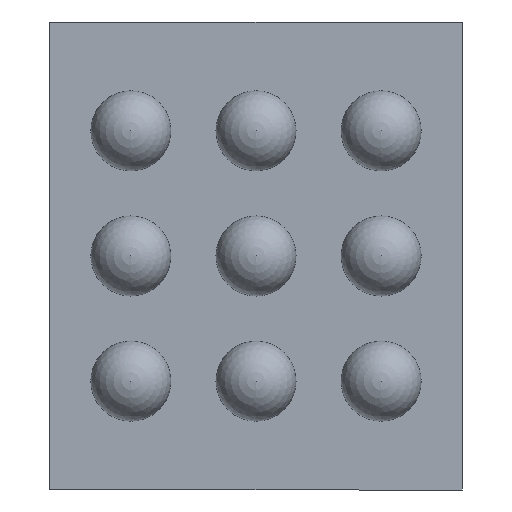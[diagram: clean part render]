
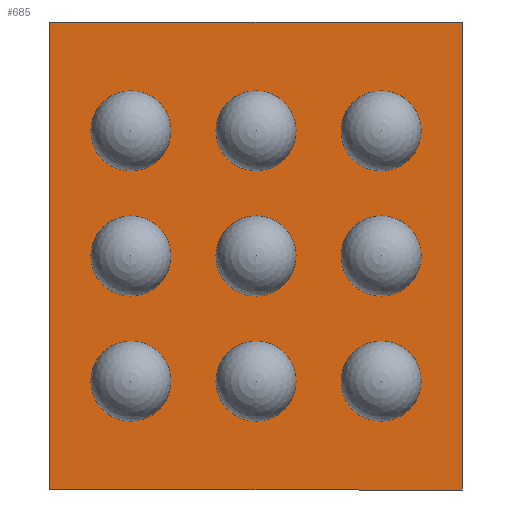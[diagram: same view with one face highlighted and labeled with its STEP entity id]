
A CAD part, front view. The second image highlights one B-rep face of the part: STEP entity #685.
In plain terms, the highlighted planar face has unit normal (0, -1, 0).
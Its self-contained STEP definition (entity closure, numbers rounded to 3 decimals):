
#1 = CARTESIAN_POINT ( 'NONE',  ( 0.825, 0.26, 0.935 ) ) ;
#3 = LINE ( 'NONE', #441, #134 ) ;
#22 = DIRECTION ( 'NONE',  ( 0., 0., 1. ) ) ;
#40 = DIRECTION ( 'NONE',  ( 0., -1., 0. ) ) ;
#57 = VECTOR ( 'NONE', #715, 1000. ) ;
#102 = EDGE_CURVE ( 'NONE', #412, #671, #886, .T. ) ;
#111 = CARTESIAN_POINT ( 'NONE',  ( 0., 0.26, 0. ) ) ;
#134 = VECTOR ( 'NONE', #719, 1000. ) ;
#184 = CARTESIAN_POINT ( 'NONE',  ( 0.825, 0.26, -0.935 ) ) ;
#192 = ORIENTED_EDGE ( 'NONE', *, *, #281, .F. ) ;
#215 = FACE_OUTER_BOUND ( 'NONE', #570, .T. ) ;
#224 = EDGE_CURVE ( 'NONE', #439, #710, #349, .T. ) ;
#281 = EDGE_CURVE ( 'NONE', #671, #439, #3, .T. ) ;
#337 = CARTESIAN_POINT ( 'NONE',  ( -0.825, 0.26, 0.935 ) ) ;
#349 = LINE ( 'NONE', #504, #57 ) ;
#359 = EDGE_CURVE ( 'NONE', #710, #412, #396, .T. ) ;
#367 = ORIENTED_EDGE ( 'NONE', *, *, #224, .F. ) ;
#396 = LINE ( 'NONE', #804, #786 ) ;
#412 = VERTEX_POINT ( 'NONE', #868 ) ;
#415 = ORIENTED_EDGE ( 'NONE', *, *, #102, .F. ) ;
#439 = VERTEX_POINT ( 'NONE', #1 ) ;
#441 = CARTESIAN_POINT ( 'NONE',  ( -0.825, 0.26, 0.935 ) ) ;
#504 = CARTESIAN_POINT ( 'NONE',  ( 0.825, 0.26, 0.935 ) ) ;
#548 = VECTOR ( 'NONE', #22, 1000. ) ;
#570 = EDGE_LOOP ( 'NONE', ( #367, #192, #415, #897 ) ) ;
#630 = DIRECTION ( 'NONE',  ( 0., 0., -1. ) ) ;
#645 = AXIS2_PLACEMENT_3D ( 'NONE', #111, #40, #630 ) ;
#671 = VERTEX_POINT ( 'NONE', #753 ) ;
#685 = ADVANCED_FACE ( 'NONE', ( #215 ), #700, .T. ) ;
#700 = PLANE ( 'NONE',  #645 ) ;
#710 = VERTEX_POINT ( 'NONE', #184 ) ;
#715 = DIRECTION ( 'NONE',  ( 0., 0., -1. ) ) ;
#719 = DIRECTION ( 'NONE',  ( 1., 0., 0. ) ) ;
#753 = CARTESIAN_POINT ( 'NONE',  ( -0.825, 0.26, 0.935 ) ) ;
#786 = VECTOR ( 'NONE', #791, 1000. ) ;
#791 = DIRECTION ( 'NONE',  ( -1., 0., 0. ) ) ;
#804 = CARTESIAN_POINT ( 'NONE',  ( -0.825, 0.26, -0.935 ) ) ;
#868 = CARTESIAN_POINT ( 'NONE',  ( -0.825, 0.26, -0.935 ) ) ;
#886 = LINE ( 'NONE', #337, #548 ) ;
#897 = ORIENTED_EDGE ( 'NONE', *, *, #359, .F. ) ;
